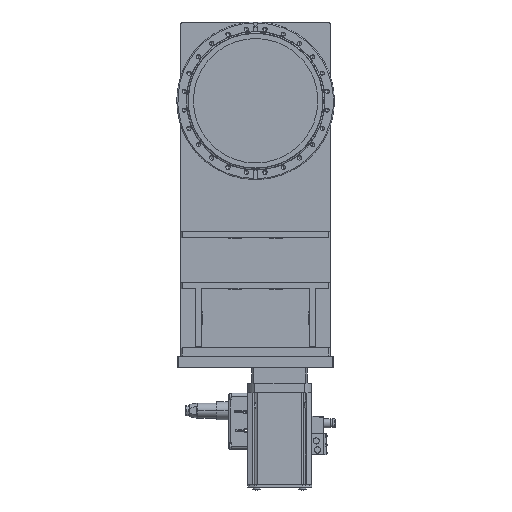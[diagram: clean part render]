
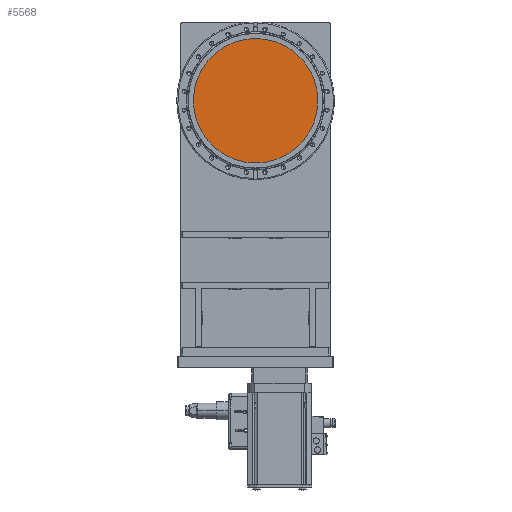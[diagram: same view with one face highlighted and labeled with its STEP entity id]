
A CAD part, front view. The second image highlights one B-rep face of the part: STEP entity #5568.
In plain terms, the highlighted planar face has unit normal (0, -1, 0).
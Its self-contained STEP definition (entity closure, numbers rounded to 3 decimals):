
#5568 = ADVANCED_FACE ( 'NONE', ( #142138 ), #136047, .T. ) ;
#17583 = CARTESIAN_POINT ( 'NONE',  ( 0., -13.525, 401.2 ) ) ;
#20595 = ORIENTED_EDGE ( 'NONE', *, *, #87662, .F. ) ;
#21402 = AXIS2_PLACEMENT_3D ( 'NONE', #145042, #65989, #158325 ) ;
#30913 = DIRECTION ( 'NONE',  ( 0., 0., -1. ) ) ;
#37005 = DIRECTION ( 'NONE',  ( 0., 1., 0. ) ) ;
#44410 = EDGE_CURVE ( 'NONE', #148567, #120117, #75025, .T. ) ;
#61912 = AXIS2_PLACEMENT_3D ( 'NONE', #17583, #110146, #30913 ) ;
#63342 = CIRCLE ( 'NONE', #21402, 100.2 ) ;
#65989 = DIRECTION ( 'NONE',  ( 0., 1., 0. ) ) ;
#75025 = CIRCLE ( 'NONE', #100149, 100.2 ) ;
#87662 = EDGE_CURVE ( 'NONE', #120117, #148567, #63342, .T. ) ;
#92742 = CARTESIAN_POINT ( 'NONE',  ( 0., -13.525, 301. ) ) ;
#95698 = EDGE_LOOP ( 'NONE', ( #20595, #99537 ) ) ;
#99537 = ORIENTED_EDGE ( 'NONE', *, *, #44410, .F. ) ;
#100149 = AXIS2_PLACEMENT_3D ( 'NONE', #116286, #37005, #129470 ) ;
#106669 = CARTESIAN_POINT ( 'NONE',  ( 0., -13.525, 501.4 ) ) ;
#110146 = DIRECTION ( 'NONE',  ( 0., -1., 0. ) ) ;
#116286 = CARTESIAN_POINT ( 'NONE',  ( 0., -13.525, 401.2 ) ) ;
#120117 = VERTEX_POINT ( 'NONE', #92742 ) ;
#129470 = DIRECTION ( 'NONE',  ( 0., 0., -1. ) ) ;
#136047 = PLANE ( 'NONE',  #61912 ) ;
#142138 = FACE_OUTER_BOUND ( 'NONE', #95698, .T. ) ;
#145042 = CARTESIAN_POINT ( 'NONE',  ( 0., -13.525, 401.2 ) ) ;
#148567 = VERTEX_POINT ( 'NONE', #106669 ) ;
#158325 = DIRECTION ( 'NONE',  ( 0., 0., -1. ) ) ;
